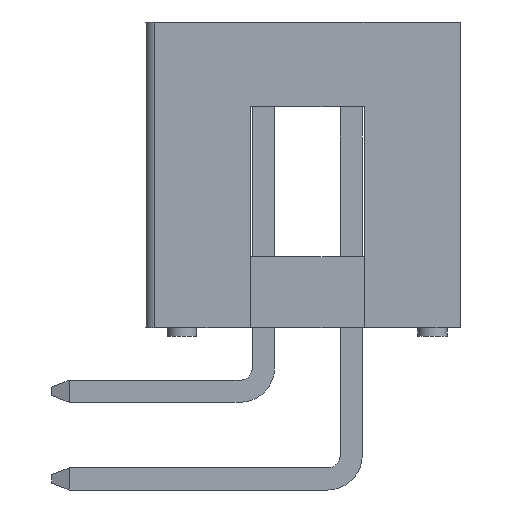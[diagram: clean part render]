
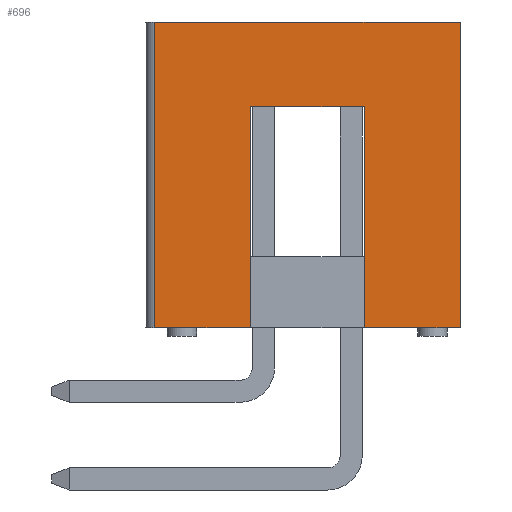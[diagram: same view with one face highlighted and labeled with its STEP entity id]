
A CAD part, left-side view. The second image highlights one B-rep face of the part: STEP entity #696.
In plain terms, the highlighted planar face has unit normal (-1, 0, 0).
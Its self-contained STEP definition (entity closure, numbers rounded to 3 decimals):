
#696 = ADVANCED_FACE( '', ( #1374 ), #1375, .T. );
#1374 = FACE_OUTER_BOUND( '', #2053, .T. );
#1375 = PLANE( '', #2054 );
#2053 = EDGE_LOOP( '', ( #3543, #3544, #3545, #3546, #3547, #3548, #3549, #3550 ) );
#2054 = AXIS2_PLACEMENT_3D( '', #3551, #3552, #3553 );
#3543 = ORIENTED_EDGE( '', *, *, #4636, .T. );
#3544 = ORIENTED_EDGE( '', *, *, #4317, .T. );
#3545 = ORIENTED_EDGE( '', *, *, #4136, .F. );
#3546 = ORIENTED_EDGE( '', *, *, #4645, .T. );
#3547 = ORIENTED_EDGE( '', *, *, #4513, .T. );
#3548 = ORIENTED_EDGE( '', *, *, #4704, .F. );
#3549 = ORIENTED_EDGE( '', *, *, #4140, .F. );
#3550 = ORIENTED_EDGE( '', *, *, #4705, .F. );
#3551 = CARTESIAN_POINT( '', ( -13.99, -4.425, -4.425 ) );
#3552 = DIRECTION( '', ( -1., 0., 0. ) );
#3553 = DIRECTION( '', ( 0., 0., 1. ) );
#4136 = EDGE_CURVE( '', #4881, #4883, #4884, .T. );
#4140 = EDGE_CURVE( '', #4889, #4891, #4892, .T. );
#4317 = EDGE_CURVE( '', #5196, #4883, #5197, .T. );
#4513 = EDGE_CURVE( '', #5493, #5491, #5494, .T. );
#4636 = EDGE_CURVE( '', #5649, #5196, #5650, .T. );
#4645 = EDGE_CURVE( '', #4881, #5493, #5659, .T. );
#4704 = EDGE_CURVE( '', #4891, #5491, #5723, .T. );
#4705 = EDGE_CURVE( '', #5649, #4889, #5724, .T. );
#4881 = VERTEX_POINT( '', #5931 );
#4883 = VERTEX_POINT( '', #5934 );
#4884 = LINE( '', #5935, #5936 );
#4889 = VERTEX_POINT( '', #5943 );
#4891 = VERTEX_POINT( '', #5946 );
#4892 = LINE( '', #5947, #5948 );
#5196 = VERTEX_POINT( '', #6394 );
#5197 = LINE( '', #6395, #6396 );
#5491 = VERTEX_POINT( '', #6839 );
#5493 = VERTEX_POINT( '', #6842 );
#5494 = LINE( '', #6843, #6844 );
#5649 = VERTEX_POINT( '', #7079 );
#5650 = LINE( '', #7080, #7081 );
#5659 = LINE( '', #7095, #7096 );
#5723 = LINE( '', #7189, #7190 );
#5724 = LINE( '', #7191, #7192 );
#5931 = CARTESIAN_POINT( '', ( -13.99, -4.425, -4.425 ) );
#5934 = CARTESIAN_POINT( '', ( -13.99, -1.65, -4.425 ) );
#5935 = CARTESIAN_POINT( '', ( -13.99, -4.425, -4.425 ) );
#5936 = VECTOR( '', #7376, 1000. );
#5943 = CARTESIAN_POINT( '', ( -13.99, 1.65, -4.425 ) );
#5946 = CARTESIAN_POINT( '', ( -13.99, 4.425, -4.425 ) );
#5947 = CARTESIAN_POINT( '', ( -13.99, -4.425, -4.425 ) );
#5948 = VECTOR( '', #7380, 1000. );
#6394 = CARTESIAN_POINT( '', ( -13.99, -1.65, 1.975 ) );
#6395 = CARTESIAN_POINT( '', ( -13.99, -1.65, 1.975 ) );
#6396 = VECTOR( '', #7538, 1000. );
#6839 = CARTESIAN_POINT( '', ( -13.99, 4.425, 4.425 ) );
#6842 = CARTESIAN_POINT( '', ( -13.99, -4.425, 4.425 ) );
#6843 = CARTESIAN_POINT( '', ( -13.99, -4.425, 4.425 ) );
#6844 = VECTOR( '', #7710, 1000. );
#7079 = CARTESIAN_POINT( '', ( -13.99, 1.65, 1.975 ) );
#7080 = CARTESIAN_POINT( '', ( -13.99, 1.65, 1.975 ) );
#7081 = VECTOR( '', #7797, 1000. );
#7095 = CARTESIAN_POINT( '', ( -13.99, -4.425, -4.425 ) );
#7096 = VECTOR( '', #7803, 1000. );
#7189 = CARTESIAN_POINT( '', ( -13.99, 4.425, -4.425 ) );
#7190 = VECTOR( '', #7839, 1000. );
#7191 = CARTESIAN_POINT( '', ( -13.99, 1.65, 1.975 ) );
#7192 = VECTOR( '', #7840, 1000. );
#7376 = DIRECTION( '', ( 0., 1., 0. ) );
#7380 = DIRECTION( '', ( 0., 1., 0. ) );
#7538 = DIRECTION( '', ( 0., 0., -1. ) );
#7710 = DIRECTION( '', ( 0., 1., 0. ) );
#7797 = DIRECTION( '', ( 0., -1., 0. ) );
#7803 = DIRECTION( '', ( 0., 0., 1. ) );
#7839 = DIRECTION( '', ( 0., 0., 1. ) );
#7840 = DIRECTION( '', ( 0., 0., -1. ) );
